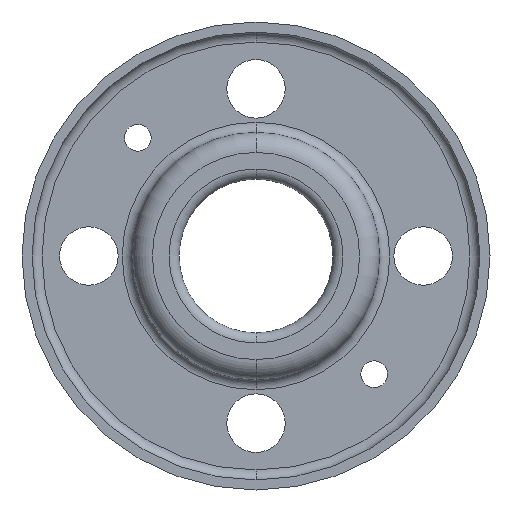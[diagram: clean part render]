
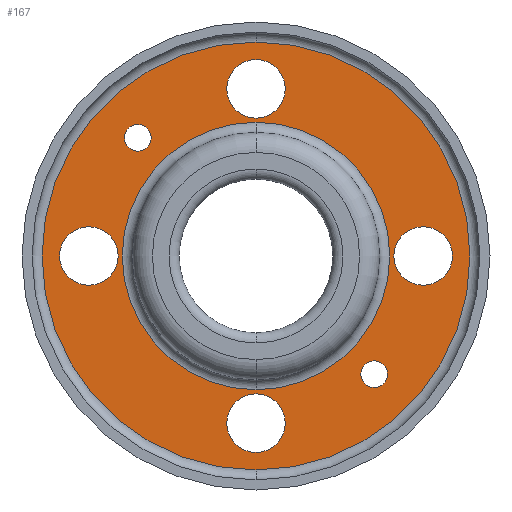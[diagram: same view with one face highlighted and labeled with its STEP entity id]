
A CAD part, front view. The second image highlights one B-rep face of the part: STEP entity #167.
In plain terms, the highlighted planar face has unit normal (0, -1, 0).
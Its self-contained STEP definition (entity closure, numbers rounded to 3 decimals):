
#167=ADVANCED_FACE('',(#326,#327,#328,#329,#330,#331,#332,#333),#334,.T.);
#326=FACE_BOUND('',#475,.T.);
#327=FACE_BOUND('',#476,.T.);
#328=FACE_BOUND('',#477,.T.);
#329=FACE_BOUND('',#478,.T.);
#330=FACE_BOUND('',#479,.T.);
#331=FACE_BOUND('',#480,.T.);
#332=FACE_OUTER_BOUND('',#481,.T.);
#333=FACE_BOUND('',#482,.T.);
#334=PLANE('',#483);
#475=EDGE_LOOP('',(#842,#843));
#476=EDGE_LOOP('',(#844,#845));
#477=EDGE_LOOP('',(#846,#847));
#478=EDGE_LOOP('',(#848,#849));
#479=EDGE_LOOP('',(#850,#851));
#480=EDGE_LOOP('',(#852,#853));
#481=EDGE_LOOP('',(#854,#855,#856));
#482=EDGE_LOOP('',(#857,#858,#859));
#483=AXIS2_PLACEMENT_3D('',#860,#861,#862);
#842=ORIENTED_EDGE('',*,*,#956,.T.);
#843=ORIENTED_EDGE('',*,*,#961,.T.);
#844=ORIENTED_EDGE('',*,*,#951,.T.);
#845=ORIENTED_EDGE('',*,*,#964,.T.);
#846=ORIENTED_EDGE('',*,*,#946,.T.);
#847=ORIENTED_EDGE('',*,*,#967,.T.);
#848=ORIENTED_EDGE('',*,*,#941,.T.);
#849=ORIENTED_EDGE('',*,*,#970,.T.);
#850=ORIENTED_EDGE('',*,*,#936,.T.);
#851=ORIENTED_EDGE('',*,*,#973,.T.);
#852=ORIENTED_EDGE('',*,*,#931,.T.);
#853=ORIENTED_EDGE('',*,*,#976,.T.);
#854=ORIENTED_EDGE('',*,*,#926,.F.);
#855=ORIENTED_EDGE('',*,*,#925,.F.);
#856=ORIENTED_EDGE('',*,*,#979,.F.);
#857=ORIENTED_EDGE('',*,*,#870,.T.);
#858=ORIENTED_EDGE('',*,*,#1012,.T.);
#859=ORIENTED_EDGE('',*,*,#871,.T.);
#860=CARTESIAN_POINT('',(-230.604,91.232,0.0));
#861=DIRECTION('',(0.0,-1.0,-0.0));
#862=DIRECTION('',(1.0,0.0,0.0));
#870=EDGE_CURVE('',#1025,#1023,#1026,.T.);
#871=EDGE_CURVE('',#1017,#1025,#1027,.T.);
#925=EDGE_CURVE('',#1117,#1119,#1120,.T.);
#926=EDGE_CURVE('',#1119,#1121,#1122,.T.);
#931=EDGE_CURVE('',#1130,#1127,#1131,.T.);
#936=EDGE_CURVE('',#1139,#1136,#1140,.T.);
#941=EDGE_CURVE('',#1148,#1145,#1149,.T.);
#946=EDGE_CURVE('',#1157,#1154,#1158,.T.);
#951=EDGE_CURVE('',#1166,#1163,#1167,.T.);
#956=EDGE_CURVE('',#1175,#1172,#1176,.T.);
#961=EDGE_CURVE('',#1172,#1175,#1182,.T.);
#964=EDGE_CURVE('',#1163,#1166,#1185,.T.);
#967=EDGE_CURVE('',#1154,#1157,#1188,.T.);
#970=EDGE_CURVE('',#1145,#1148,#1191,.T.);
#973=EDGE_CURVE('',#1136,#1139,#1194,.T.);
#976=EDGE_CURVE('',#1127,#1130,#1197,.T.);
#979=EDGE_CURVE('',#1121,#1117,#1200,.T.);
#1012=EDGE_CURVE('',#1023,#1017,#1238,.T.);
#1017=VERTEX_POINT('',#1243);
#1023=VERTEX_POINT('',#1249);
#1025=VERTEX_POINT('',#1251);
#1026=CIRCLE('',#1252,40.0);
#1027=CIRCLE('',#1253,40.0);
#1117=VERTEX_POINT('',#1351);
#1119=VERTEX_POINT('',#1353);
#1120=CIRCLE('',#1354,64.0);
#1121=VERTEX_POINT('',#1355);
#1122=CIRCLE('',#1356,64.0);
#1127=VERTEX_POINT('',#1361);
#1130=VERTEX_POINT('',#1365);
#1131=CIRCLE('',#1366,8.75);
#1136=VERTEX_POINT('',#1372);
#1139=VERTEX_POINT('',#1376);
#1140=CIRCLE('',#1377,8.75);
#1145=VERTEX_POINT('',#1383);
#1148=VERTEX_POINT('',#1387);
#1149=CIRCLE('',#1388,8.75);
#1154=VERTEX_POINT('',#1394);
#1157=VERTEX_POINT('',#1398);
#1158=CIRCLE('',#1399,8.75);
#1163=VERTEX_POINT('',#1405);
#1166=VERTEX_POINT('',#1409);
#1167=CIRCLE('',#1410,4.);
#1172=VERTEX_POINT('',#1416);
#1175=VERTEX_POINT('',#1420);
#1176=CIRCLE('',#1421,4.0);
#1182=CIRCLE('',#1428,4.0);
#1185=CIRCLE('',#1431,4.);
#1188=CIRCLE('',#1434,8.75);
#1191=CIRCLE('',#1437,8.75);
#1194=CIRCLE('',#1440,8.75);
#1197=CIRCLE('',#1443,8.75);
#1200=CIRCLE('',#1446,64.0);
#1238=CIRCLE('',#1484,40.0);
#1243=CARTESIAN_POINT('',(-178.604,91.232,-40.0));
#1249=CARTESIAN_POINT('',(-178.604,91.232,40.0));
#1251=CARTESIAN_POINT('',(-218.604,91.232,0.0));
#1252=AXIS2_PLACEMENT_3D('',#1499,#1500,#1501);
#1253=AXIS2_PLACEMENT_3D('',#1502,#1503,#1504);
#1351=CARTESIAN_POINT('',(-178.604,91.232,-64.0));
#1353=CARTESIAN_POINT('',(-242.604,91.232,0.0));
#1354=AXIS2_PLACEMENT_3D('',#1618,#1619,#1620);
#1355=CARTESIAN_POINT('',(-178.604,91.232,64.0));
#1356=AXIS2_PLACEMENT_3D('',#1621,#1622,#1623);
#1361=CARTESIAN_POINT('',(-219.854,91.232,0.));
#1365=CARTESIAN_POINT('',(-237.354,91.232,0.));
#1366=AXIS2_PLACEMENT_3D('',#1631,#1632,#1633);
#1372=CARTESIAN_POINT('',(-178.604,91.232,-41.25));
#1376=CARTESIAN_POINT('',(-178.604,91.232,-58.75));
#1377=AXIS2_PLACEMENT_3D('',#1639,#1640,#1641);
#1383=CARTESIAN_POINT('',(-137.354,91.232,0.));
#1387=CARTESIAN_POINT('',(-119.854,91.232,0.));
#1388=AXIS2_PLACEMENT_3D('',#1647,#1648,#1649);
#1394=CARTESIAN_POINT('',(-178.604,91.232,41.25));
#1398=CARTESIAN_POINT('',(-178.604,91.232,58.75));
#1399=AXIS2_PLACEMENT_3D('',#1655,#1656,#1657);
#1405=CARTESIAN_POINT('',(-211.131,91.232,32.527));
#1409=CARTESIAN_POINT('',(-216.788,91.232,38.184));
#1410=AXIS2_PLACEMENT_3D('',#1663,#1664,#1665);
#1416=CARTESIAN_POINT('',(-146.077,91.232,-32.527));
#1420=CARTESIAN_POINT('',(-140.42,91.232,-38.184));
#1421=AXIS2_PLACEMENT_3D('',#1671,#1672,#1673);
#1428=AXIS2_PLACEMENT_3D('',#1681,#1682,#1683);
#1431=AXIS2_PLACEMENT_3D('',#1687,#1688,#1689);
#1434=AXIS2_PLACEMENT_3D('',#1693,#1694,#1695);
#1437=AXIS2_PLACEMENT_3D('',#1699,#1700,#1701);
#1440=AXIS2_PLACEMENT_3D('',#1705,#1706,#1707);
#1443=AXIS2_PLACEMENT_3D('',#1711,#1712,#1713);
#1446=AXIS2_PLACEMENT_3D('',#1717,#1718,#1719);
#1484=AXIS2_PLACEMENT_3D('',#1774,#1775,#1776);
#1499=CARTESIAN_POINT('',(-178.604,91.232,0.0));
#1500=DIRECTION('',(0.0,1.0,0.0));
#1501=DIRECTION('',(-1.0,0.0,0.0));
#1502=CARTESIAN_POINT('',(-178.604,91.232,0.0));
#1503=DIRECTION('',(0.0,1.0,0.0));
#1504=DIRECTION('',(-1.0,0.0,0.0));
#1618=CARTESIAN_POINT('',(-178.604,91.232,0.0));
#1619=DIRECTION('',(0.0,1.0,0.0));
#1620=DIRECTION('',(-1.0,0.0,0.0));
#1621=CARTESIAN_POINT('',(-178.604,91.232,0.0));
#1622=DIRECTION('',(0.0,1.0,0.0));
#1623=DIRECTION('',(-1.0,0.0,0.0));
#1631=CARTESIAN_POINT('',(-228.604,91.232,0.));
#1632=DIRECTION('',(-0.0,1.0,0.0));
#1633=DIRECTION('',(1.0,0.0,0.));
#1639=CARTESIAN_POINT('',(-178.604,91.232,-50.0));
#1640=DIRECTION('',(-0.0,1.0,0.0));
#1641=DIRECTION('',(0.,0.0,1.0));
#1647=CARTESIAN_POINT('',(-128.604,91.232,0.0));
#1648=DIRECTION('',(0.0,1.0,-0.0));
#1649=DIRECTION('',(-1.0,0.0,0.0));
#1655=CARTESIAN_POINT('',(-178.604,91.232,50.0));
#1656=DIRECTION('',(0.0,1.0,0.0));
#1657=DIRECTION('',(0.,0.0,-1.0));
#1663=CARTESIAN_POINT('',(-213.959,91.232,35.355));
#1664=DIRECTION('',(0.0,1.0,0.0));
#1665=DIRECTION('',(0.707,0.0,-0.707));
#1671=CARTESIAN_POINT('',(-143.249,91.232,-35.355));
#1672=DIRECTION('',(0.0,1.0,-0.0));
#1673=DIRECTION('',(-0.707,0.0,0.707));
#1681=CARTESIAN_POINT('',(-143.249,91.232,-35.355));
#1682=DIRECTION('',(0.0,1.0,-0.0));
#1683=DIRECTION('',(-0.707,0.0,0.707));
#1687=CARTESIAN_POINT('',(-213.959,91.232,35.355));
#1688=DIRECTION('',(0.0,1.0,0.0));
#1689=DIRECTION('',(0.707,0.0,-0.707));
#1693=CARTESIAN_POINT('',(-178.604,91.232,50.0));
#1694=DIRECTION('',(0.0,1.0,0.0));
#1695=DIRECTION('',(0.,0.0,-1.0));
#1699=CARTESIAN_POINT('',(-128.604,91.232,0.0));
#1700=DIRECTION('',(0.0,1.0,-0.0));
#1701=DIRECTION('',(-1.0,0.0,0.0));
#1705=CARTESIAN_POINT('',(-178.604,91.232,-50.0));
#1706=DIRECTION('',(-0.0,1.0,0.0));
#1707=DIRECTION('',(0.,0.0,1.0));
#1711=CARTESIAN_POINT('',(-228.604,91.232,0.));
#1712=DIRECTION('',(-0.0,1.0,0.0));
#1713=DIRECTION('',(1.0,0.0,0.));
#1717=CARTESIAN_POINT('',(-178.604,91.232,0.0));
#1718=DIRECTION('',(0.0,1.0,0.0));
#1719=DIRECTION('',(-1.0,0.0,0.0));
#1774=CARTESIAN_POINT('',(-178.604,91.232,0.0));
#1775=DIRECTION('',(0.0,1.0,0.0));
#1776=DIRECTION('',(-1.0,0.0,0.0));
